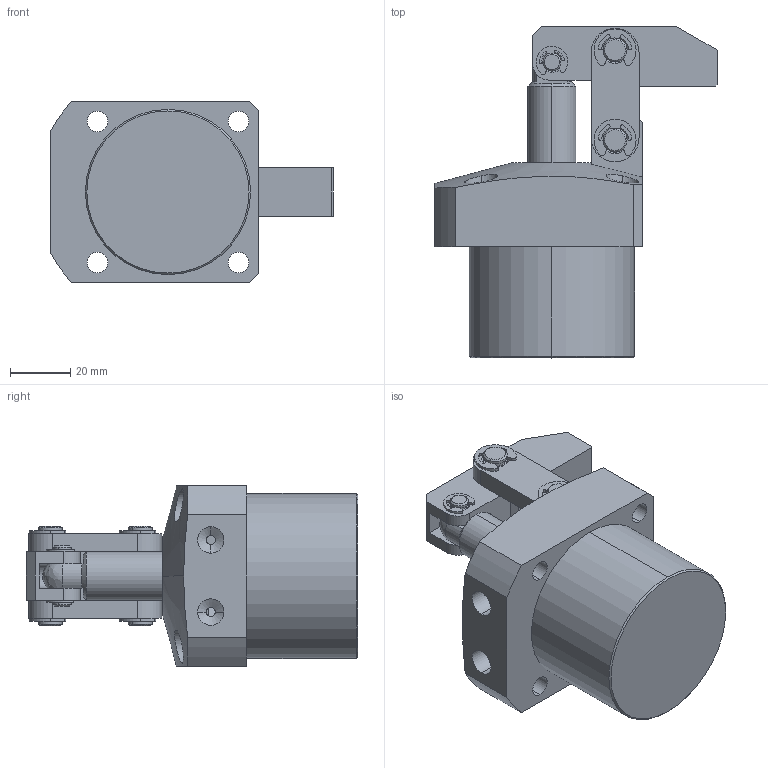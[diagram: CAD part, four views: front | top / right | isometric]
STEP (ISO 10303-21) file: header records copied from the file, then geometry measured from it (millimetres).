
FILE_DESCRIPTION (( 'STEP AP214' ), '1' );
FILE_NAME ('CLKA-055油压杠杆缸三维图.STEP', '2022-06-25T09:02:33', ( 'PC' ), ( '' ), 'SwSTEP 2.0', 'SolidWorks 2016', '' );
FILE_SCHEMA (( 'AUTOMOTIVE_DESIGN' ));
Length unit declared in the file: millimetre
Products named in the file (9): CLKA-055蟀裝; 055掛极; 开口挡圈6_3; 40傻种1_3; CLKA-40揤旋2_3; CLKA-055活塞杆; 开口挡圈8_3; 40酗种_3; CLKA-055油压杠杆缸三维图
Assembly tree (14 placements, depth 2):
  CLKA-055油压杠杆缸三维图
    40酗种_3  x2
    开口挡圈8_3  x4
    CLKA-055活塞杆
    CLKA-40揤旋2_3
    40傻种1_3
    开口挡圈6_3  x2
    055掛极
    CLKA-055蟀裝  x2
Bounding box: 94 x 110.5 x 60 mm (x, y, z)
Volume: 185760.9 mm3; surface area: 50728.8 mm2
Topology: 14 solids, 14 shells, 377 faces, 950 edges, 619 vertices
Faces by surface type: cylinder 213, plane 117, cone 46, bspline 1
Entity records: 9199 total; most frequent: CARTESIAN_POINT 1695, DIRECTION 1265, ORIENTED_EDGE 1100, EDGE_CURVE 550, AXIS2_PLACEMENT_3D 503, VERTEX_POINT 357, EDGE_LOOP 265, CIRCLE 262
